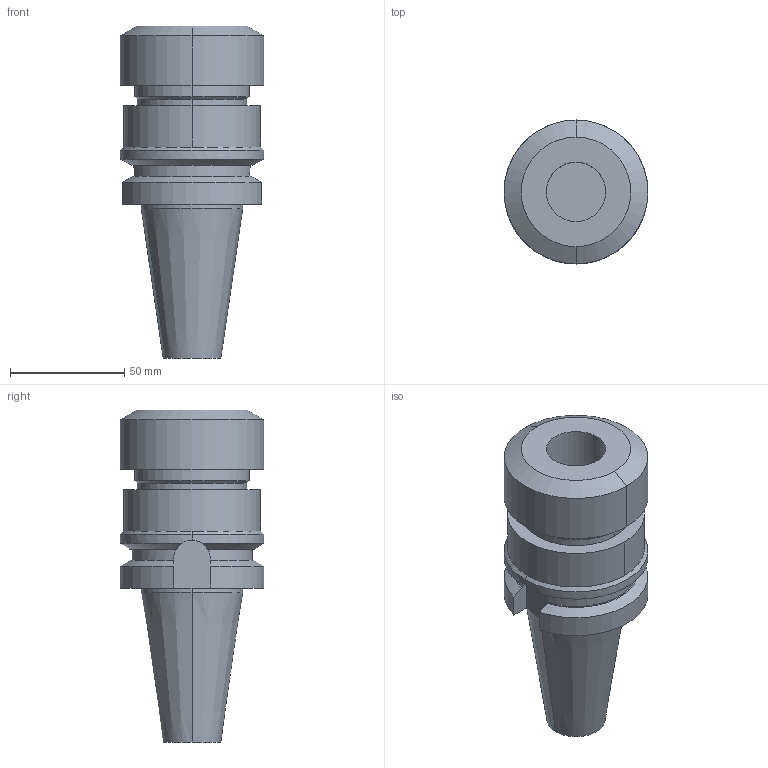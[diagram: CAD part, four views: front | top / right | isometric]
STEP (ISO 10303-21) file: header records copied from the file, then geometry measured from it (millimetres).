
FILE_DESCRIPTION (( 'STEP AP203' ), '1' );
FILE_NAME ('STP-16183.STEP', '2018-04-12T00:52:15', ( '' ), ( '' ), 'SwSTEP 2.0', 'SolidWorks 2015', '' );
FILE_SCHEMA (( 'CONFIG_CONTROL_DESIGN' ));
Length unit declared in the file: millimetre
Products named in the file (1): STP-16183
Bounding box: 63 x 63 x 145.4 mm (x, y, z)
Volume: 247063.7 mm3; surface area: 36395.7 mm2
Topology: 1 solids, 1 shells, 59 faces, 140 edges, 88 vertices
Faces by surface type: cylinder 27, plane 18, cone 14
Entity records: 1834 total; most frequent: CARTESIAN_POINT 378, DIRECTION 303, ORIENTED_EDGE 276, EDGE_CURVE 138, AXIS2_PLACEMENT_3D 121, VERTEX_POINT 88, EDGE_LOOP 66, CIRCLE 61
